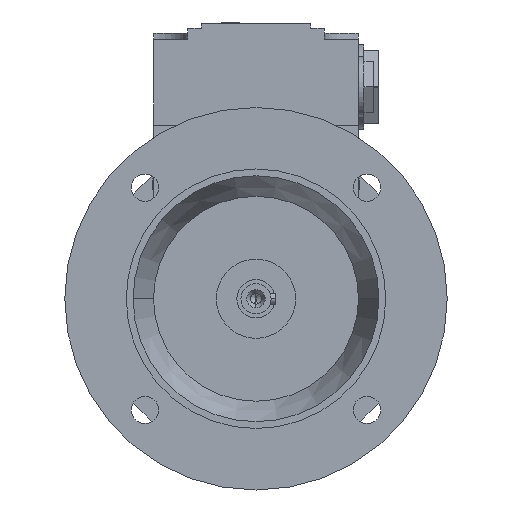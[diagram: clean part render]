
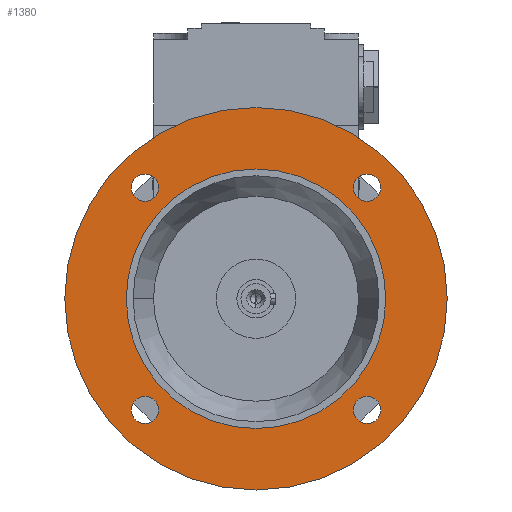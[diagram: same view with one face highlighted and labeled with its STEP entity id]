
A CAD part, left-side view. The second image highlights one B-rep face of the part: STEP entity #1380.
In plain terms, the highlighted planar face has unit normal (-1, 0, 0).
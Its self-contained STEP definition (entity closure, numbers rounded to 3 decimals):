
#1380=ADVANCED_FACE('',(#2881,#2882,#2883,#2884,#2885,#2886),#2887,.T.);
#2881=FACE_BOUND('',#4488,.T.);
#2882=FACE_BOUND('',#4489,.T.);
#2883=FACE_BOUND('',#4490,.T.);
#2884=FACE_BOUND('',#4491,.T.);
#2885=FACE_OUTER_BOUND('',#4492,.T.);
#2886=FACE_BOUND('',#4493,.T.);
#2887=PLANE('',#4494);
#4488=EDGE_LOOP('',(#8551,#8552));
#4489=EDGE_LOOP('',(#8553,#8554));
#4490=EDGE_LOOP('',(#8555,#8556));
#4491=EDGE_LOOP('',(#8557,#8558));
#4492=EDGE_LOOP('',(#8559,#8560));
#4493=EDGE_LOOP('',(#8561,#8562));
#4494=AXIS2_PLACEMENT_3D('',#8563,#8564,#8565);
#8551=ORIENTED_EDGE('',*,*,#11290,.T.);
#8552=ORIENTED_EDGE('',*,*,#9730,.T.);
#8553=ORIENTED_EDGE('',*,*,#11291,.T.);
#8554=ORIENTED_EDGE('',*,*,#9735,.T.);
#8555=ORIENTED_EDGE('',*,*,#11292,.T.);
#8556=ORIENTED_EDGE('',*,*,#9740,.T.);
#8557=ORIENTED_EDGE('',*,*,#11293,.T.);
#8558=ORIENTED_EDGE('',*,*,#9745,.T.);
#8559=ORIENTED_EDGE('',*,*,#9750,.F.);
#8560=ORIENTED_EDGE('',*,*,#11294,.F.);
#8561=ORIENTED_EDGE('',*,*,#9784,.T.);
#8562=ORIENTED_EDGE('',*,*,#10740,.T.);
#8563=CARTESIAN_POINT('',(-29.5,58.75,0.0));
#8564=DIRECTION('',(-1.0,0.0,0.0));
#8565=DIRECTION('',(0.0,-1.0,0.0));
#9730=EDGE_CURVE('',#11686,#11683,#11687,.T.);
#9735=EDGE_CURVE('',#11695,#11692,#11696,.T.);
#9740=EDGE_CURVE('',#11704,#11701,#11705,.T.);
#9745=EDGE_CURVE('',#11713,#11710,#11714,.T.);
#9750=EDGE_CURVE('',#11719,#11722,#11723,.T.);
#9784=EDGE_CURVE('',#11778,#11782,#11784,.T.);
#10740=EDGE_CURVE('',#11782,#11778,#13200,.T.);
#11290=EDGE_CURVE('',#11683,#11686,#14025,.T.);
#11291=EDGE_CURVE('',#11692,#11695,#14026,.T.);
#11292=EDGE_CURVE('',#11701,#11704,#14027,.T.);
#11293=EDGE_CURVE('',#11710,#11713,#14028,.T.);
#11294=EDGE_CURVE('',#11722,#11719,#14029,.T.);
#11683=VERTEX_POINT('',#14553);
#11686=VERTEX_POINT('',#14557);
#11687=CIRCLE('',#14558,5.0);
#11692=VERTEX_POINT('',#14564);
#11695=VERTEX_POINT('',#14568);
#11696=CIRCLE('',#14569,5.0);
#11701=VERTEX_POINT('',#14575);
#11704=VERTEX_POINT('',#14579);
#11705=CIRCLE('',#14580,5.0);
#11710=VERTEX_POINT('',#14586);
#11713=VERTEX_POINT('',#14590);
#11714=CIRCLE('',#14591,5.0);
#11719=VERTEX_POINT('',#14597);
#11722=VERTEX_POINT('',#14601);
#11723=CIRCLE('',#14602,70.0);
#11778=VERTEX_POINT('',#14821);
#11782=VERTEX_POINT('',#14826);
#11784=CIRCLE('',#14829,47.5);
#13200=CIRCLE('',#17340,47.5);
#14025=CIRCLE('',#19133,5.0);
#14026=CIRCLE('',#19134,5.0);
#14027=CIRCLE('',#19135,5.0);
#14028=CIRCLE('',#19136,5.0);
#14029=CIRCLE('',#19137,70.0);
#14553=CARTESIAN_POINT('',(-29.5,-44.194,-44.194));
#14557=CARTESIAN_POINT('',(-29.5,-37.123,-37.123));
#14558=AXIS2_PLACEMENT_3D('',#20333,#20334,#20335);
#14564=CARTESIAN_POINT('',(-29.5,44.194,-44.194));
#14568=CARTESIAN_POINT('',(-29.5,37.123,-37.123));
#14569=AXIS2_PLACEMENT_3D('',#20341,#20342,#20343);
#14575=CARTESIAN_POINT('',(-29.5,44.194,44.194));
#14579=CARTESIAN_POINT('',(-29.5,37.123,37.123));
#14580=AXIS2_PLACEMENT_3D('',#20349,#20350,#20351);
#14586=CARTESIAN_POINT('',(-29.5,-44.194,44.194));
#14590=CARTESIAN_POINT('',(-29.5,-37.123,37.123));
#14591=AXIS2_PLACEMENT_3D('',#20357,#20358,#20359);
#14597=CARTESIAN_POINT('',(-29.5,70.0,0.0));
#14601=CARTESIAN_POINT('',(-29.5,-70.0,0.));
#14602=AXIS2_PLACEMENT_3D('',#20365,#20366,#20367);
#14821=CARTESIAN_POINT('',(-29.5,47.5,0.0));
#14826=CARTESIAN_POINT('',(-29.5,-47.5,0.));
#14829=AXIS2_PLACEMENT_3D('',#20408,#20409,#20410);
#17340=AXIS2_PLACEMENT_3D('',#21314,#21315,#21316);
#19133=AXIS2_PLACEMENT_3D('',#21930,#21931,#21932);
#19134=AXIS2_PLACEMENT_3D('',#21933,#21934,#21935);
#19135=AXIS2_PLACEMENT_3D('',#21936,#21937,#21938);
#19136=AXIS2_PLACEMENT_3D('',#21939,#21940,#21941);
#19137=AXIS2_PLACEMENT_3D('',#21942,#21943,#21944);
#20333=CARTESIAN_POINT('',(-29.5,-40.659,-40.659));
#20334=DIRECTION('',(1.0,0.0,0.0));
#20335=DIRECTION('',(0.0,-0.707,-0.707));
#20341=CARTESIAN_POINT('',(-29.5,40.659,-40.659));
#20342=DIRECTION('',(1.0,-0.0,0.0));
#20343=DIRECTION('',(0.0,0.707,-0.707));
#20349=CARTESIAN_POINT('',(-29.5,40.659,40.659));
#20350=DIRECTION('',(1.0,0.0,-0.0));
#20351=DIRECTION('',(0.0,0.707,0.707));
#20357=CARTESIAN_POINT('',(-29.5,-40.659,40.659));
#20358=DIRECTION('',(1.0,0.0,-0.0));
#20359=DIRECTION('',(0.0,-0.707,0.707));
#20365=CARTESIAN_POINT('',(-29.5,0.0,0.0));
#20366=DIRECTION('',(1.0,0.0,0.0));
#20367=DIRECTION('',(0.0,1.0,0.0));
#20408=CARTESIAN_POINT('',(-29.5,0.0,0.0));
#20409=DIRECTION('',(1.0,0.0,0.0));
#20410=DIRECTION('',(0.0,1.0,0.0));
#21314=CARTESIAN_POINT('',(-29.5,0.0,0.0));
#21315=DIRECTION('',(1.0,0.0,0.0));
#21316=DIRECTION('',(0.0,1.0,0.0));
#21930=CARTESIAN_POINT('',(-29.5,-40.659,-40.659));
#21931=DIRECTION('',(1.0,0.0,0.0));
#21932=DIRECTION('',(0.0,-0.707,-0.707));
#21933=CARTESIAN_POINT('',(-29.5,40.659,-40.659));
#21934=DIRECTION('',(1.0,-0.0,0.0));
#21935=DIRECTION('',(0.0,0.707,-0.707));
#21936=CARTESIAN_POINT('',(-29.5,40.659,40.659));
#21937=DIRECTION('',(1.0,0.0,-0.0));
#21938=DIRECTION('',(0.0,0.707,0.707));
#21939=CARTESIAN_POINT('',(-29.5,-40.659,40.659));
#21940=DIRECTION('',(1.0,0.0,-0.0));
#21941=DIRECTION('',(0.0,-0.707,0.707));
#21942=CARTESIAN_POINT('',(-29.5,0.0,0.0));
#21943=DIRECTION('',(1.0,0.0,0.0));
#21944=DIRECTION('',(0.0,1.0,0.0));
